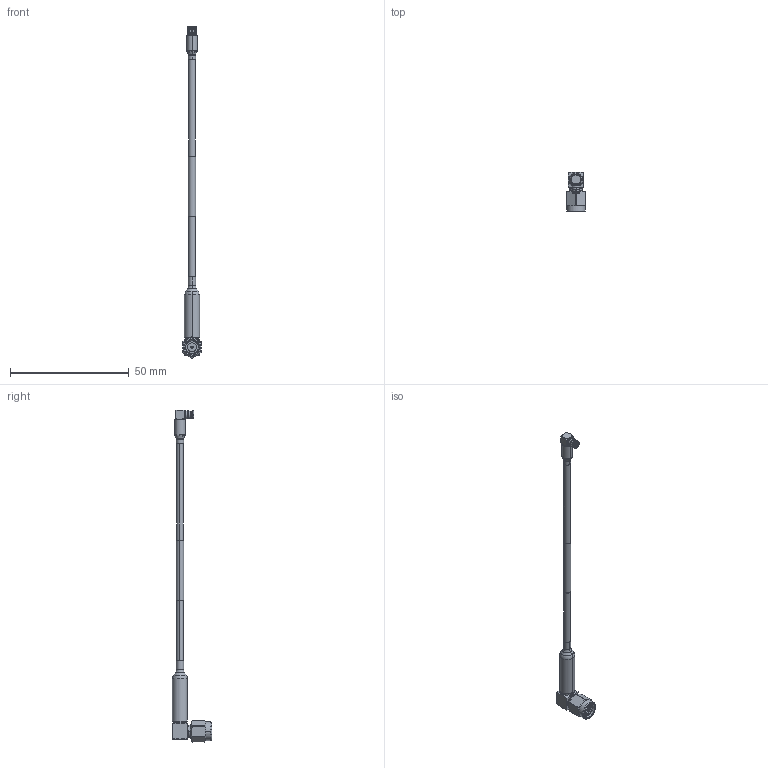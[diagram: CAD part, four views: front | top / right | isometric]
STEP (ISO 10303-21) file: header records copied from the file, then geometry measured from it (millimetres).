
FILE_DESCRIPTION (( 'STEP AP214' ), '1' );
FILE_NAME ('FMC00008_3D.step', '2023-05-10T07:37:04', ( '' ), ( '' ), 'SwSTEP 2.0', 'SolidWorks 2022', '' );
FILE_SCHEMA (( 'AUTOMOTIVE_DESIGN' ));
Length unit declared in the file: inch
Products named in the file (6): FMCO1055; LMR-100A-PVC-FM_5 INCH CABLE WITH LABEL; Copy of HeatShrink_SC6052^FMC00008; Copy of HeatShrink_FMCO1055^FMC00008; SC6052; FMC00008_3D
Assembly tree (5 placements, depth 2):
  FMC00008_3D
    SC6052
    Copy of HeatShrink_SC6052^FMC00008
    LMR-100A-PVC-FM_5 INCH CABLE WITH LABEL
    Copy of HeatShrink_FMCO1055^FMC00008
    FMCO1055
Bounding box: 7.94 x 16.51 x 139.83 mm (x, y, z)
Volume: 2466.8 mm3; surface area: 3303 mm2
Topology: 9 solids, 9 shells, 3447 faces, 7114 edges, 3706 vertices
Faces by surface type: bspline 2483, cylinder 655, plane 242, cone 49, torus 18
Entity records: 136001 total; most frequent: CARTESIAN_POINT 91266, ORIENTED_EDGE 14228, EDGE_CURVE 7114, VERTEX_POINT 3706, EDGE_LOOP 3474, FACE_OUTER_BOUND 3447, ADVANCED_FACE 3447, B_SPLINE_CURVE_WITH_KNOTS 2830
